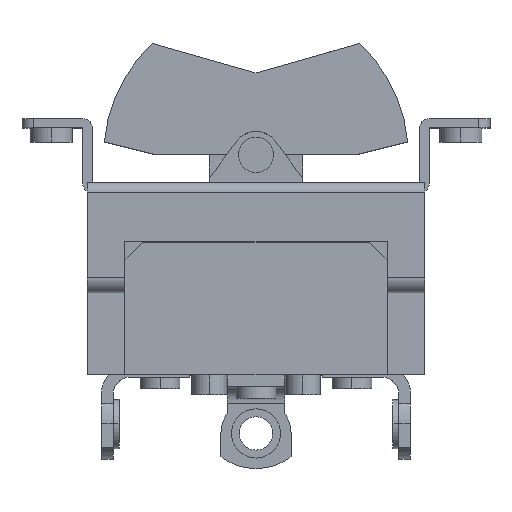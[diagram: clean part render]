
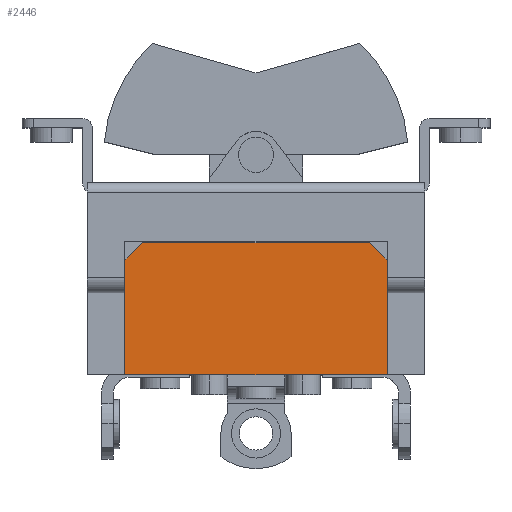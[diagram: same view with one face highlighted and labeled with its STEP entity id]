
A CAD part, top view. The second image highlights one B-rep face of the part: STEP entity #2446.
In plain terms, the highlighted planar face has unit normal (0, 0, 1).
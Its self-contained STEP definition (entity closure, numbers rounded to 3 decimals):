
#34 = CARTESIAN_POINT ( 'NONE',  ( 0., -3.5, 8. ) ) ;
#134 = CARTESIAN_POINT ( 'NONE',  ( 9.7, -3.5, 8. ) ) ;
#367 = DIRECTION ( 'NONE',  ( 1., 0., 0. ) ) ;
#713 = VERTEX_POINT ( 'NONE', #3858 ) ;
#826 = CARTESIAN_POINT ( 'NONE',  ( -11.2, -5., 8. ) ) ;
#877 = CARTESIAN_POINT ( 'NONE',  ( -9.7, -3.5, 8. ) ) ;
#1058 = DIRECTION ( 'NONE',  ( -0.707, 0.707, 0. ) ) ;
#1086 = DIRECTION ( 'NONE',  ( 0., 1., 0. ) ) ;
#1264 = CARTESIAN_POINT ( 'NONE',  ( -11.2, -5., 8. ) ) ;
#1481 = DIRECTION ( 'NONE',  ( 0., 1., 0. ) ) ;
#1757 = VECTOR ( 'NONE', #1086, 1000. ) ;
#2095 = EDGE_CURVE ( 'NONE', #4037, #6364, #6202, .T. ) ;
#2267 = LINE ( 'NONE', #34, #5218 ) ;
#2446 = ADVANCED_FACE ( 'NONE', ( #7247 ), #6695, .T. ) ;
#2490 = EDGE_CURVE ( 'NONE', #5059, #713, #7619, .T. ) ;
#2907 = ORIENTED_EDGE ( 'NONE', *, *, #5057, .F. ) ;
#3219 = EDGE_CURVE ( 'NONE', #4037, #5059, #7708, .T. ) ;
#3228 = ORIENTED_EDGE ( 'NONE', *, *, #2095, .F. ) ;
#3344 = DIRECTION ( 'NONE',  ( 1., 0., 0. ) ) ;
#3442 = CARTESIAN_POINT ( 'NONE',  ( 11.2, -14.8, 8. ) ) ;
#3496 = DIRECTION ( 'NONE',  ( 0.707, 0.707, 0. ) ) ;
#3608 = ORIENTED_EDGE ( 'NONE', *, *, #3970, .T. ) ;
#3727 = ORIENTED_EDGE ( 'NONE', *, *, #3219, .T. ) ;
#3812 = AXIS2_PLACEMENT_3D ( 'NONE', #4686, #4059, #367 ) ;
#3858 = CARTESIAN_POINT ( 'NONE',  ( 11.2, -5., 8. ) ) ;
#3868 = VERTEX_POINT ( 'NONE', #134 ) ;
#3900 = VECTOR ( 'NONE', #1481, 1000. ) ;
#3970 = EDGE_CURVE ( 'NONE', #713, #3868, #5005, .T. ) ;
#4037 = VERTEX_POINT ( 'NONE', #5435 ) ;
#4059 = DIRECTION ( 'NONE',  ( 0., 0., 1. ) ) ;
#4068 = CARTESIAN_POINT ( 'NONE',  ( -9.7, -3.5, 8. ) ) ;
#4686 = CARTESIAN_POINT ( 'NONE',  ( 0., -14.8, 8. ) ) ;
#5005 = LINE ( 'NONE', #7425, #7204 ) ;
#5057 = EDGE_CURVE ( 'NONE', #6364, #7368, #6398, .T. ) ;
#5059 = VERTEX_POINT ( 'NONE', #3442 ) ;
#5112 = EDGE_LOOP ( 'NONE', ( #5600, #2907, #3228, #3727, #6226, #3608 ) ) ;
#5218 = VECTOR ( 'NONE', #5732, 1000. ) ;
#5435 = CARTESIAN_POINT ( 'NONE',  ( -11.2, -14.8, 8. ) ) ;
#5600 = ORIENTED_EDGE ( 'NONE', *, *, #7882, .T. ) ;
#5732 = DIRECTION ( 'NONE',  ( -1., 0., 0. ) ) ;
#6202 = LINE ( 'NONE', #826, #3900 ) ;
#6226 = ORIENTED_EDGE ( 'NONE', *, *, #2490, .T. ) ;
#6364 = VERTEX_POINT ( 'NONE', #1264 ) ;
#6398 = LINE ( 'NONE', #877, #7500 ) ;
#6695 = PLANE ( 'NONE',  #3812 ) ;
#6722 = CARTESIAN_POINT ( 'NONE',  ( 11.2, -5., 8. ) ) ;
#7204 = VECTOR ( 'NONE', #1058, 1000. ) ;
#7210 = VECTOR ( 'NONE', #3344, 1000. ) ;
#7228 = CARTESIAN_POINT ( 'NONE',  ( 0., -14.8, 8. ) ) ;
#7247 = FACE_OUTER_BOUND ( 'NONE', #5112, .T. ) ;
#7368 = VERTEX_POINT ( 'NONE', #4068 ) ;
#7425 = CARTESIAN_POINT ( 'NONE',  ( 9.7, -3.5, 8. ) ) ;
#7500 = VECTOR ( 'NONE', #3496, 1000. ) ;
#7619 = LINE ( 'NONE', #6722, #1757 ) ;
#7708 = LINE ( 'NONE', #7228, #7210 ) ;
#7882 = EDGE_CURVE ( 'NONE', #3868, #7368, #2267, .T. ) ;
